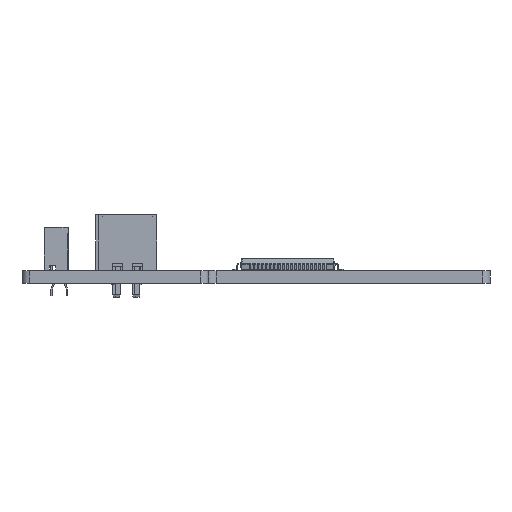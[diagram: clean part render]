
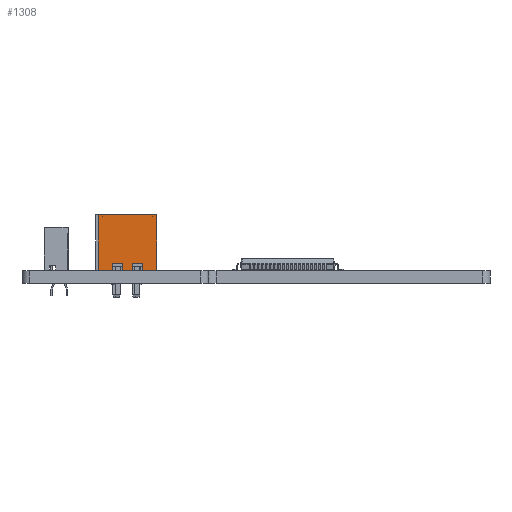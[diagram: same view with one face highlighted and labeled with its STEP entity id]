
A CAD part, left-side view. The second image highlights one B-rep face of the part: STEP entity #1308.
In plain terms, the highlighted face is planar.
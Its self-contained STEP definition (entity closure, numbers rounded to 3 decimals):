
#588 = VERTEX_POINT('',#589);
#589 = CARTESIAN_POINT('',(0.6,0.8,-2.875));
#595 = EDGE_CURVE('',#588,#596,#598,.T.);
#596 = VERTEX_POINT('',#597);
#597 = CARTESIAN_POINT('',(1.9,0.8,-2.875));
#598 = LINE('',#599,#600);
#599 = CARTESIAN_POINT('',(1.9,0.8,-2.875));
#600 = VECTOR('',#601,1.);
#601 = DIRECTION('',(1.,0.,0.));
#618 = VERTEX_POINT('',#619);
#619 = CARTESIAN_POINT('',(1.9,0.,-2.875));
#642 = EDGE_CURVE('',#596,#618,#643,.T.);
#643 = LINE('',#644,#645);
#644 = CARTESIAN_POINT('',(1.9,0.8,-2.875));
#645 = VECTOR('',#646,1.);
#646 = DIRECTION('',(0.,-1.,0.));
#680 = EDGE_CURVE('',#681,#618,#683,.T.);
#681 = VERTEX_POINT('',#682);
#682 = CARTESIAN_POINT('',(3.7,0.,-2.875));
#683 = LINE('',#684,#685);
#684 = CARTESIAN_POINT('',(1.25,0.,-2.875));
#685 = VECTOR('',#686,1.);
#686 = DIRECTION('',(-1.,0.,0.));
#720 = EDGE_CURVE('',#721,#681,#723,.T.);
#721 = VERTEX_POINT('',#722);
#722 = CARTESIAN_POINT('',(3.7,7.,-2.875));
#723 = LINE('',#724,#725);
#724 = CARTESIAN_POINT('',(3.7,7.,-2.875));
#725 = VECTOR('',#726,1.);
#726 = DIRECTION('',(0.,-1.,0.));
#829 = VERTEX_POINT('',#830);
#830 = CARTESIAN_POINT('',(0.6,0.,-2.875));
#836 = EDGE_CURVE('',#588,#829,#837,.T.);
#837 = LINE('',#838,#839);
#838 = CARTESIAN_POINT('',(0.6,0.8,-2.875));
#839 = VECTOR('',#840,1.);
#840 = DIRECTION('',(0.,-1.,0.));
#1270 = EDGE_CURVE('',#721,#1271,#1273,.T.);
#1271 = VERTEX_POINT('',#1272);
#1272 = CARTESIAN_POINT('',(-3.7,7.,-2.875));
#1273 = LINE('',#1274,#1275);
#1274 = CARTESIAN_POINT('',(1.25,7.,-2.875));
#1275 = VECTOR('',#1276,1.);
#1276 = DIRECTION('',(-1.,0.,0.));
#1308 = ADVANCED_FACE('',(#1309),#1363,.F.);
#1309 = FACE_BOUND('',#1310,.T.);
#1310 = EDGE_LOOP('',(#1311,#1319,#1327,#1335,#1343,#1351,#1357,#1358,
    #1359,#1360,#1361,#1362));
#1311 = ORIENTED_EDGE('',*,*,#1312,.T.);
#1312 = EDGE_CURVE('',#829,#1313,#1315,.T.);
#1313 = VERTEX_POINT('',#1314);
#1314 = CARTESIAN_POINT('',(-0.6,0.,-2.875));
#1315 = LINE('',#1316,#1317);
#1316 = CARTESIAN_POINT('',(1.25,0.,-2.875));
#1317 = VECTOR('',#1318,1.);
#1318 = DIRECTION('',(-1.,0.,0.));
#1319 = ORIENTED_EDGE('',*,*,#1320,.F.);
#1320 = EDGE_CURVE('',#1321,#1313,#1323,.T.);
#1321 = VERTEX_POINT('',#1322);
#1322 = CARTESIAN_POINT('',(-0.6,0.8,-2.875));
#1323 = LINE('',#1324,#1325);
#1324 = CARTESIAN_POINT('',(-0.6,0.8,-2.875));
#1325 = VECTOR('',#1326,1.);
#1326 = DIRECTION('',(0.,-1.,0.));
#1327 = ORIENTED_EDGE('',*,*,#1328,.F.);
#1328 = EDGE_CURVE('',#1329,#1321,#1331,.T.);
#1329 = VERTEX_POINT('',#1330);
#1330 = CARTESIAN_POINT('',(-1.9,0.8,-2.875));
#1331 = LINE('',#1332,#1333);
#1332 = CARTESIAN_POINT('',(-0.6,0.8,-2.875));
#1333 = VECTOR('',#1334,1.);
#1334 = DIRECTION('',(1.,0.,0.));
#1335 = ORIENTED_EDGE('',*,*,#1336,.T.);
#1336 = EDGE_CURVE('',#1329,#1337,#1339,.T.);
#1337 = VERTEX_POINT('',#1338);
#1338 = CARTESIAN_POINT('',(-1.9,0.,-2.875));
#1339 = LINE('',#1340,#1341);
#1340 = CARTESIAN_POINT('',(-1.9,0.8,-2.875));
#1341 = VECTOR('',#1342,1.);
#1342 = DIRECTION('',(0.,-1.,0.));
#1343 = ORIENTED_EDGE('',*,*,#1344,.T.);
#1344 = EDGE_CURVE('',#1337,#1345,#1347,.T.);
#1345 = VERTEX_POINT('',#1346);
#1346 = CARTESIAN_POINT('',(-3.7,0.,-2.875));
#1347 = LINE('',#1348,#1349);
#1348 = CARTESIAN_POINT('',(3.75,0.,-2.875));
#1349 = VECTOR('',#1350,1.);
#1350 = DIRECTION('',(-1.,0.,0.));
#1351 = ORIENTED_EDGE('',*,*,#1352,.F.);
#1352 = EDGE_CURVE('',#1271,#1345,#1353,.T.);
#1353 = LINE('',#1354,#1355);
#1354 = CARTESIAN_POINT('',(-3.7,7.,-2.875));
#1355 = VECTOR('',#1356,1.);
#1356 = DIRECTION('',(0.,-1.,0.));
#1357 = ORIENTED_EDGE('',*,*,#1270,.F.);
#1358 = ORIENTED_EDGE('',*,*,#720,.T.);
#1359 = ORIENTED_EDGE('',*,*,#680,.T.);
#1360 = ORIENTED_EDGE('',*,*,#642,.F.);
#1361 = ORIENTED_EDGE('',*,*,#595,.F.);
#1362 = ORIENTED_EDGE('',*,*,#836,.T.);
#1363 = PLANE('',#1364);
#1364 = AXIS2_PLACEMENT_3D('',#1365,#1366,#1367);
#1365 = CARTESIAN_POINT('',(1.25,7.,-2.875));
#1366 = DIRECTION('',(0.,0.,1.));
#1367 = DIRECTION('',(1.,0.,0.));
